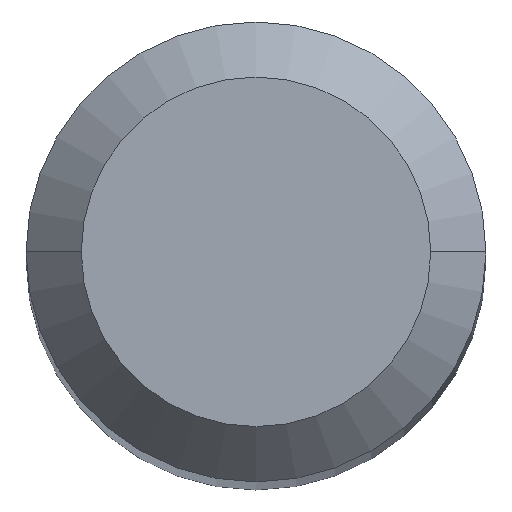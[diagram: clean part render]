
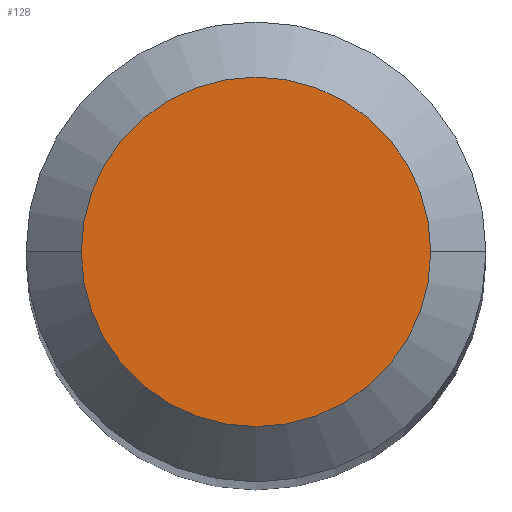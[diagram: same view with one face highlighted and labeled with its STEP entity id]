
A CAD part, top view. The second image highlights one B-rep face of the part: STEP entity #128.
In plain terms, the highlighted planar face has unit normal (0, 0, 1).
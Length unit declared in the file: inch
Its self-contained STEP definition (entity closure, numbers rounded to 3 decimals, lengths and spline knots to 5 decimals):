
#4 = EDGE_CURVE ( 'NONE', #60, #228, #39, .T. ) ;
#6 = AXIS2_PLACEMENT_3D ( 'NONE', #153, #427, #136 ) ;
#19 = CARTESIAN_POINT ( 'NONE',  ( -0.0475, 0., 0. ) ) ;
#39 = CIRCLE ( 'NONE', #6, 0.0475 ) ;
#54 = DIRECTION ( 'NONE',  ( 1., 0., 0. ) ) ;
#58 = CARTESIAN_POINT ( 'NONE',  ( 0., 0.0475, 0. ) ) ;
#60 = VERTEX_POINT ( 'NONE', #19 ) ;
#128 = ADVANCED_FACE ( 'NONE', ( #445 ), #231, .F. ) ;
#136 = DIRECTION ( 'NONE',  ( 1., 0., 0. ) ) ;
#153 = CARTESIAN_POINT ( 'NONE',  ( 0., 0., 0. ) ) ;
#186 = EDGE_CURVE ( 'NONE', #228, #60, #452, .T. ) ;
#190 = ORIENTED_EDGE ( 'NONE', *, *, #186, .T. ) ;
#199 = DIRECTION ( 'NONE',  ( 0., 0., -1. ) ) ;
#228 = VERTEX_POINT ( 'NONE', #292 ) ;
#231 = PLANE ( 'NONE',  #258 ) ;
#258 = AXIS2_PLACEMENT_3D ( 'NONE', #58, #199, #270 ) ;
#266 = AXIS2_PLACEMENT_3D ( 'NONE', #342, #335, #54 ) ;
#270 = DIRECTION ( 'NONE',  ( -1., 0., 0. ) ) ;
#292 = CARTESIAN_POINT ( 'NONE',  ( 0.0475, 0., 0. ) ) ;
#324 = EDGE_LOOP ( 'NONE', ( #336, #190 ) ) ;
#335 = DIRECTION ( 'NONE',  ( 0., 0., 1. ) ) ;
#336 = ORIENTED_EDGE ( 'NONE', *, *, #4, .T. ) ;
#342 = CARTESIAN_POINT ( 'NONE',  ( 0., 0., 0. ) ) ;
#427 = DIRECTION ( 'NONE',  ( 0., 0., 1. ) ) ;
#445 = FACE_OUTER_BOUND ( 'NONE', #324, .T. ) ;
#452 = CIRCLE ( 'NONE', #266, 0.0475 ) ;
